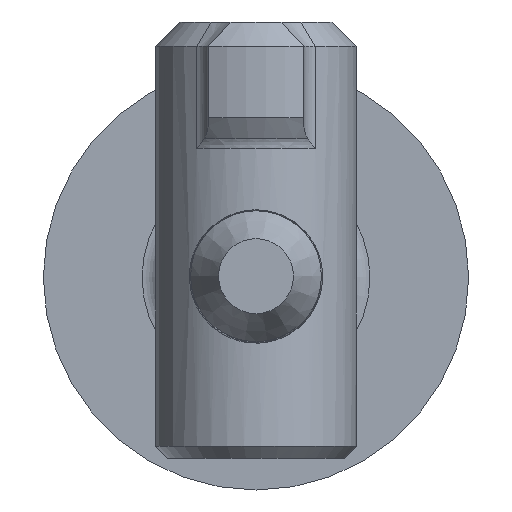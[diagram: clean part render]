
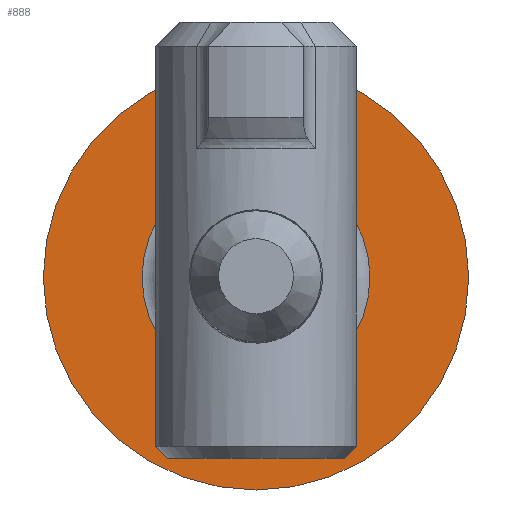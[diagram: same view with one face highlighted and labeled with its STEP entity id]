
A CAD part, top view. The second image highlights one B-rep face of the part: STEP entity #888.
In plain terms, the highlighted planar face has unit normal (0, 0, 1).
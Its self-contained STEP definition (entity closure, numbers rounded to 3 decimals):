
#182=PLANE('',#965);
#223=FACE_BOUND('',#321,.T.);
#250=FACE_OUTER_BOUND('',#320,.T.);
#320=EDGE_LOOP('',(#657));
#321=EDGE_LOOP('',(#658));
#407=CIRCLE('',#964,4.7);
#408=CIRCLE('',#966,8.775);
#454=VERTEX_POINT('',#1377);
#455=VERTEX_POINT('',#1380);
#537=EDGE_CURVE('',#454,#454,#407,.T.);
#538=EDGE_CURVE('',#455,#455,#408,.T.);
#657=ORIENTED_EDGE('',*,*,#538,.T.);
#658=ORIENTED_EDGE('',*,*,#537,.F.);
#888=ADVANCED_FACE('',(#250,#223),#182,.T.);
#964=AXIS2_PLACEMENT_3D('',#1378,#1099,#1100);
#965=AXIS2_PLACEMENT_3D('',#1379,#1101,#1102);
#966=AXIS2_PLACEMENT_3D('',#1381,#1103,#1104);
#1099=DIRECTION('center_axis',(0.,0.,
1.));
#1100=DIRECTION('ref_axis',(1.,0.,0.));
#1101=DIRECTION('center_axis',(0.,0.,
1.));
#1102=DIRECTION('ref_axis',(1.,0.,0.));
#1103=DIRECTION('center_axis',(0.,0.,
1.));
#1104=DIRECTION('ref_axis',(-1.,0.,0.));
#1377=CARTESIAN_POINT('',(-4.7,0.,-10.935));
#1378=CARTESIAN_POINT('Origin',(0.,0.,
-10.935));
#1379=CARTESIAN_POINT('Origin',(-6.337,0.,
-10.935));
#1380=CARTESIAN_POINT('',(-8.775,0.,-10.935));
#1381=CARTESIAN_POINT('Origin',(0.,0.,
-10.935));
